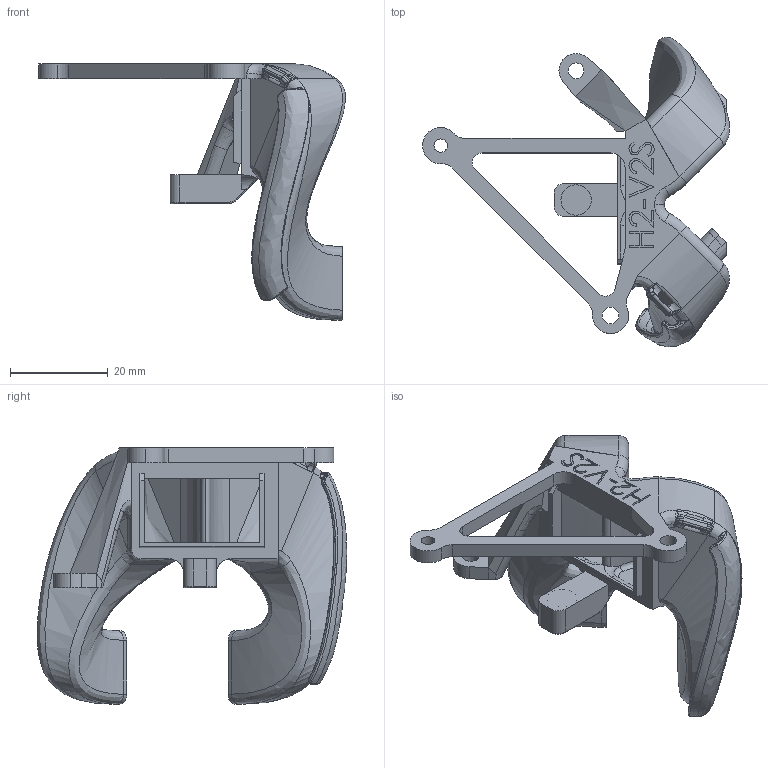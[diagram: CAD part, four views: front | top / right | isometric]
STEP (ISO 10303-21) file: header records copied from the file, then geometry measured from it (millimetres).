
FILE_DESCRIPTION (( 'STEP AP214' ), '1' );
FILE_NAME ('H2V2S瑞耋4020恦謫.STEP', '2022-05-23T01:40:45', ( 'Windows User' ), ( 'P R C' ), 'SwSTEP 2.0', 'SolidWorks 2022', '' );
FILE_SCHEMA (( 'AUTOMOTIVE_DESIGN' ));
Length unit declared in the file: millimetre
Products named in the file (1): H2V2S风道4020涡轮
Bounding box: 62.69 x 63.26 x 52.3 mm (x, y, z)
Volume: 8249.9 mm3; surface area: 15025.6 mm2
Topology: 1 solids, 2 shells, 414 faces, 1054 edges, 644 vertices
Faces by surface type: bspline 139, plane 135, cylinder 86, torus 52, cone 2
Entity records: 25752 total; most frequent: CARTESIAN_POINT 16705, ORIENTED_EDGE 2104, DIRECTION 1573, EDGE_CURVE 1052, VERTEX_POINT 644, AXIS2_PLACEMENT_3D 579, EDGE_LOOP 430, VECTOR 415
